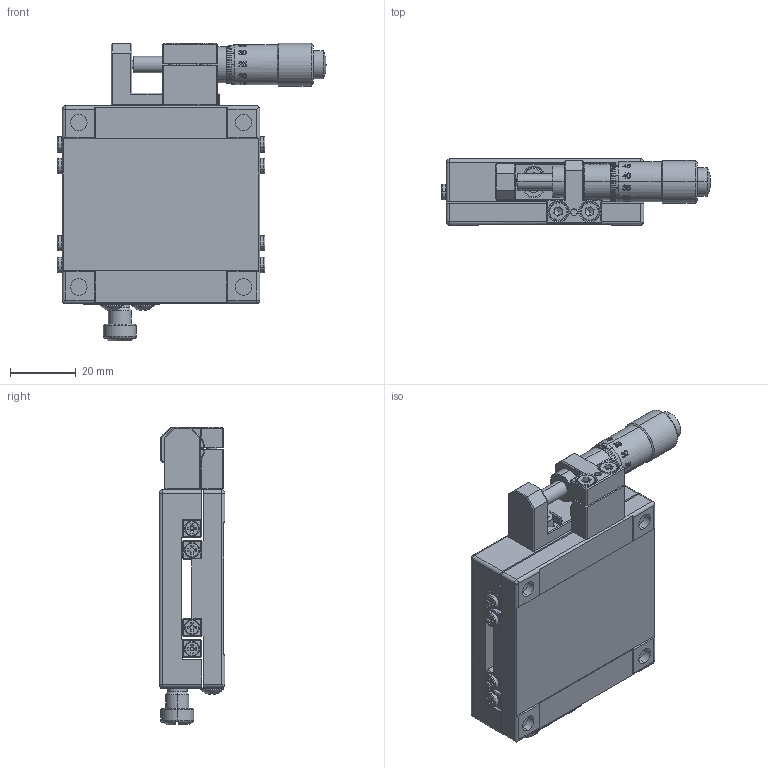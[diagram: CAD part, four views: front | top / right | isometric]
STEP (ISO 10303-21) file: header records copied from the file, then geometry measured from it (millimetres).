
FILE_DESCRIPTION (( 'STEP AP203' ), '1' );
FILE_NAME ('MX60-AS.STEP', '2021-02-20T06:58:27', ( '' ), ( '' ), 'SwSTEP 2.0', 'SolidWorks 2020', '' );
FILE_SCHEMA (( 'CONFIG_CONTROL_DESIGN' ));
Products named in the file (1): MX60-AS
Bounding box: 81.75 x 20 x 90.3 mm (x, y, z)
Volume: 73881.3 mm3; surface area: 29794 mm2
Topology: 9 solids, 9 shells, 1341 faces, 3357 edges, 2085 vertices
Faces by surface type: plane 751, cylinder 215, bspline 205, cone 104, torus 50, sphere 16
Entity records: 55045 total; most frequent: CARTESIAN_POINT 24458, ORIENTED_EDGE 6652, DIRECTION 5868, EDGE_CURVE 3326, AXIS2_PLACEMENT_3D 2128, VERTEX_POINT 2082, VECTOR 1612, LINE 1612
